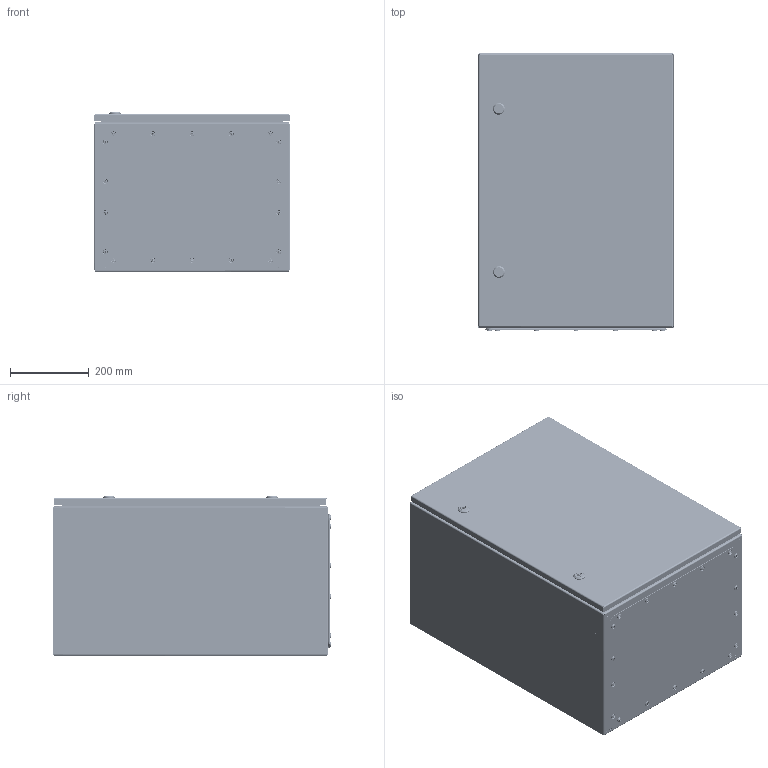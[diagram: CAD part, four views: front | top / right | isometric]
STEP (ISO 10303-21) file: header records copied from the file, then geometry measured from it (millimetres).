
FILE_DESCRIPTION (( 'STEP AP203' ), '1' );
FILE_NAME ('U3100070504 Êîðïóñ UC2M 70.50.40 IP66 (752.000.310).STEP', '2022-04-29T08:57:20', ( '' ), ( '' ), 'SwSTEP 2.0', 'SolidWorks 2017', '' );
FILE_SCHEMA (( 'CONFIG_CONTROL_DESIGN' ));
Length unit declared in the file: millimetre
Products named in the file (38): 嵑殧趌11371_6; Îñíîâàíèå ïåòëè 4-119 Dirak; 000.207.187 攜歑罻 UC2_00 (70.50); 000.241.256 署赅 UC2_04 (50.40); Ñòîïîðíàÿ âòóëêà ïåòëè 4-119 Dirak; 040-116 Âèíò ñïåöèàëüíûé ST 4,8x9; 蹴濋趌5915_M5; Ïåòëÿ 4-119 Dirak_00; 扻豵鵨_п-1; 鎔艜_17473_M6x12; 012-1796 眈翴錪 鳱歑膱 UC2_00 (70.50); ч蜱齁罻 ST-9; 027-188 署赅 UC2_04 (50.40); 000.113.106 忺謤僔 UC2_02 (70.50.40); Øïèëüêà ðåçüáîâàÿ Ì6_Œ6å12; Øïèëüêà çàçåìëåíèÿ CKF CS_Œ6å16; ч蜱齁罻 ST-6; Øàéáà íåéëîí Ø028_Œ5; Øïèëüêà ðåçüáîâàÿ Ì6_Œ8å30; 019-99 Ïëàíêà z-îáðàçíàÿ_02 (70); 嵑殧趌6402_8; Âòóëêà ïåòëè 4-119 Dirak; 056-274 椯鴀殣罻 UC2_02 (70.50.40); Óïëîòíèòåëü ÏÏÓ êðûøêè UC2Ì_17 (50.40); U3100070504 扻豵鵨 UC2M 70.50.40 IP66 (752.000.310); 嵑殧趌11371_5; 嵑殧趌11371_8; Øàéáà íåéëîí Ø028_Œ6; Óïëîòíèòåëü ÏÏÓ äâåðêè UC2_25 (70.50); 010-327 Ïàíåëü ìîíòàæíàÿ UC2_00 (70.50); ﾇ瑟鶴 Mesan 060-1-1-13-33_00; Øòèôò ïåòëè 4-119 Dirak; 000.210.364 Îñíîâàíèå äâåðêè UC2_00 (70.50); 蹴濋趌5915_M8; 000.241.257 署赅 UC2_04 (50.40); 椻壚樇襝鴀 Mesan 33; 003-393 Ñòåíêà íèæíÿÿ UC2_04 (00.50); 008-401 Ñòåíêà ïðîôèëüíàÿ UC2_02 (70.50.40)
Assembly tree (124 placements, depth 4):
  U3100070504 扻豵鵨 UC2M 70.50.40 IP66 (752.000.310)
    000.113.106 忺謤僔 UC2_02 (70.50.40)
      008-401 Ñòåíêà ïðîôèëüíàÿ UC2_02 (70.50.40)
      003-393 Ñòåíêà íèæíÿÿ UC2_04 (00.50)
      Øïèëüêà ðåçüáîâàÿ Ì6_Œ8å30  x4
      Øïèëüêà ðåçüáîâàÿ Ì6_Œ6å12  x8
      Øïèëüêà çàçåìëåíèÿ CKF CS_Œ6å16  x2
    000.207.187 攜歑罻 UC2_00 (70.50)
      000.210.364 Îñíîâàíèå äâåðêè UC2_00 (70.50)
        012-1796 眈翴錪 鳱歑膱 UC2_00 (70.50)
        019-99 Ïëàíêà z-îáðàçíàÿ_02 (70)  x2
        Âòóëêà ïåòëè 4-119 Dirak  x2
        Øïèëüêà çàçåìëåíèÿ CKF CS_Œ6å16  x2
      Óïëîòíèòåëü ÏÏÓ äâåðêè UC2_25 (70.50)
      ﾇ瑟鶴 Mesan 060-1-1-13-33_00  x2
        扻豵鵨_п-1
        椻壚樇襝鴀 Mesan 33
        嵑殧趌11371_6
        鎔艜_17473_M6x12
    Ïåòëÿ 4-119 Dirak_00  x2
      Âòóëêà ïåòëè 4-119 Dirak
      Øòèôò ïåòëè 4-119 Dirak
      Îñíîâàíèå ïåòëè 4-119 Dirak
      Ñòîïîðíàÿ âòóëêà ïåòëè 4-119 Dirak
    嵑殧趌11371_5  x4
    Øàéáà íåéëîí Ø028_Œ5  x4
    蹴濋趌5915_M5  x4
    ч蜱齁罻 ST-6  x6
    ч蜱齁罻 ST-9  x4
    010-327 Ïàíåëü ìîíòàæíàÿ UC2_00 (70.50)
    蹴濋趌5915_M8  x12
    嵑殧趌11371_8  x4
    嵑殧趌6402_8  x4
    000.241.256 署赅 UC2_04 (50.40)
      000.241.257 署赅 UC2_04 (50.40)
        027-188 署赅 UC2_04 (50.40)
        Øïèëüêà çàçåìëåíèÿ CKF CS_Œ6å16
      Óïëîòíèòåëü ÏÏÓ êðûøêè UC2Ì_17 (50.40)
    040-116 Âèíò ñïåöèàëüíûé ST 4,8x9  x18
    Øàéáà íåéëîí Ø028_Œ6  x18
    056-274 椯鴀殣罻 UC2_02 (70.50.40)
Bounding box: 500.6 x 707.22 x 407.25 mm (x, y, z)
Volume: 3447575.2 mm3; surface area: 4339860.6 mm2
Topology: 123 solids, 125 shells, 5667 faces, 13237 edges, 7980 vertices
Faces by surface type: plane 1863, cylinder 1603, bspline 1265, cone 366, sphere 312, torus 258
Entity records: 110133 total; most frequent: CARTESIAN_POINT 49762, ORIENTED_EDGE 11896, DIRECTION 9499, EDGE_CURVE 5948, VERTEX_POINT 3826, VECTOR 3483, LINE 3483, AXIS2_PLACEMENT_3D 3008
